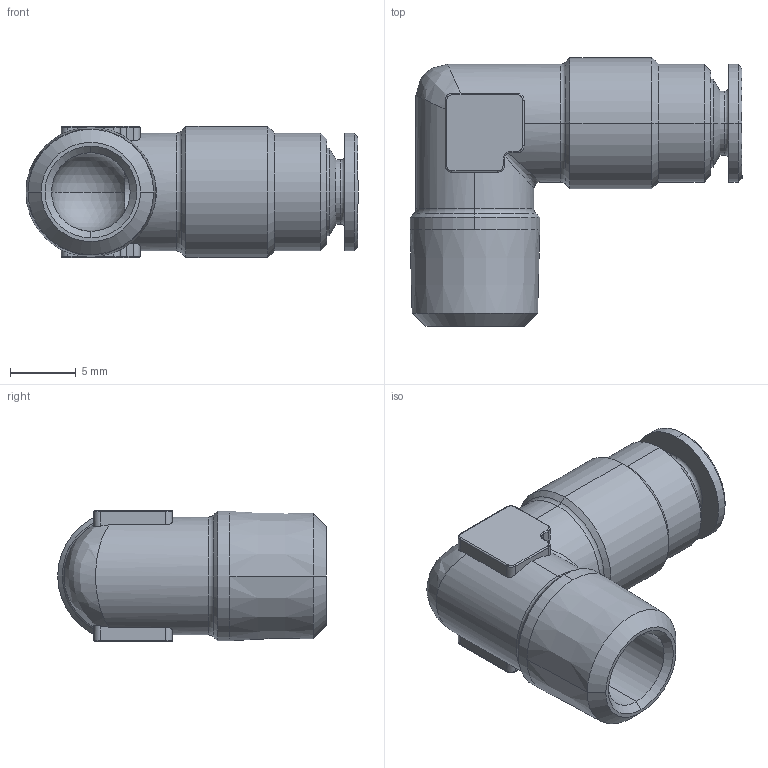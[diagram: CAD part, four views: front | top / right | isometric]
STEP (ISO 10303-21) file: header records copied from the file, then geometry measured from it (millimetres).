
FILE_DESCRIPTION (( 'STEP AP203' ), '1' );
FILE_NAME ('M0040011.STEP', '2010-08-04T11:32:38', ( '' ), ( 'sopra-pneumatic' ), 'SwSTEP 2.0', 'SolidWorks 2009', '' );
FILE_SCHEMA (( 'CONFIG_CONTROL_DESIGN' ));
Length unit declared in the file: millimetre
Products named in the file (1): M0040011
Bounding box: 25.34 x 20.5 x 10 mm (x, y, z)
Volume: 1727.6 mm3; surface area: 1790.9 mm2
Topology: 1 solids, 1 shells, 119 faces, 279 edges, 163 vertices
Faces by surface type: cylinder 48, cone 30, plane 19, torus 18, sphere 2, bspline 2
Entity records: 4105 total; most frequent: CARTESIAN_POINT 1271, DIRECTION 630, ORIENTED_EDGE 554, EDGE_CURVE 277, AXIS2_PLACEMENT_3D 260, VERTEX_POINT 163, CIRCLE 142, EDGE_LOOP 124
